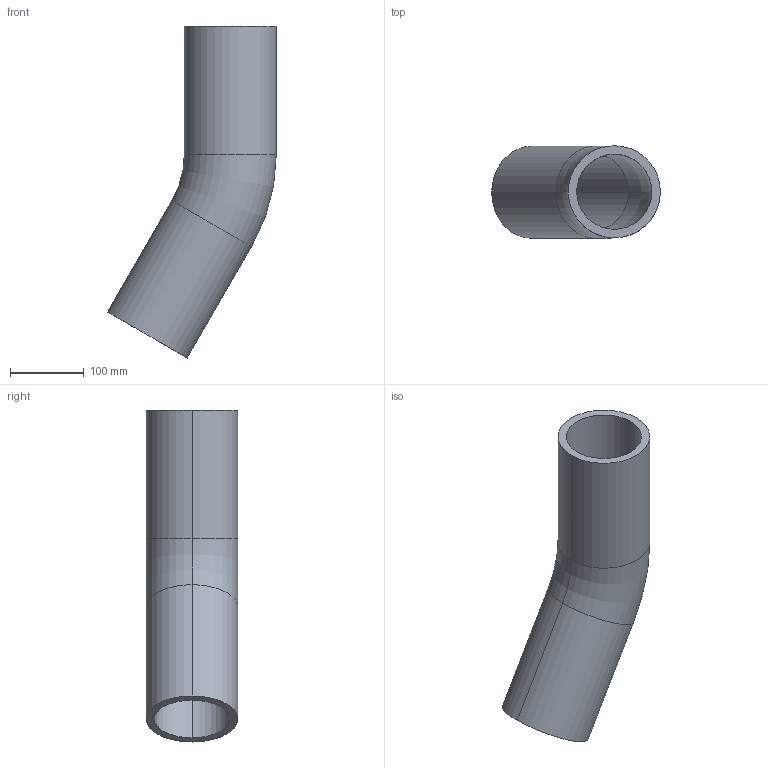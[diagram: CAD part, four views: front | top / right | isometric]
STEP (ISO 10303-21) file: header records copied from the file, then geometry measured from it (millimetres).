
FILE_DESCRIPTION(('STEP AP214'),'1');
FILE_NAME('cctmp_F0AEAB44-1621-45DA-9C2E-6D7BC5699866_2020_6_9_13_5_22_574..stp','2020-06-09T11:05:22',('Georg Fischer Piping Systems Ltd.'),('CADClick - www.CADClick.com'),'Spatial InterOp 3D',' ','unknown authorization');
FILE_SCHEMA(('AUTOMOTIVE_DESIGN'));
Length unit declared in the file: millimetre
Products named in the file (1): 753061015
Bounding box: 229.13 x 125 x 451.11 mm (x, y, z)
Volume: 1821412 mm3; surface area: 327682.9 mm2
Topology: 1 solids, 1 shells, 14 faces, 31 edges, 19 vertices
Faces by surface type: cylinder 8, torus 4, plane 2
Entity records: 538 total; most frequent: DIRECTION 84, CARTESIAN_POINT 65, ORIENTED_EDGE 62, AXIS2_PLACEMENT_3D 38, EDGE_CURVE 31, CIRCLE 23, VERTEX_POINT 19, EDGE_LOOP 16
